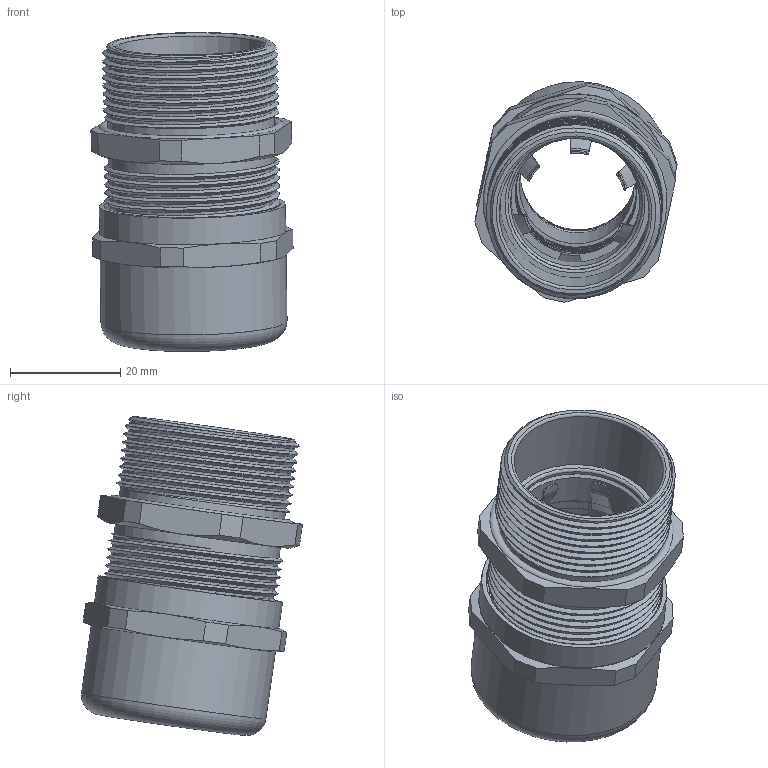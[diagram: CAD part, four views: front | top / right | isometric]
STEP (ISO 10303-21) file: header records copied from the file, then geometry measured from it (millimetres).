
FILE_DESCRIPTION(/* description */ ('Euro-Top-EMV 3/M M32x1,5'),/* implementation_level */ '2;1');
FILE_NAME(/* name */ '61484532-RST.stp',/* time_stamp */ '2020-02-04T08:33:34+01:00',/* author */ ('sl'),/* organization */ (''),/* preprocessor_version */ 'ST-DEVELOPER v16.5',/* originating_system */ 'Autodesk Inventor 2017',/* authorisation */ '');
FILE_SCHEMA (('AUTOMOTIVE_DESIGN { 1 0 10303 214 3 1 1 }'));
Length unit declared in the file: millimetre
Products named in the file (8): 61084532; 61084532_1; 61084532_2; 61084532_3; 61084532_4; 61084532_5; 61484532; 61084532_6
Assembly tree (7 placements, depth 2):
  61084532
    61084532_1
    61084532_2
    61084532_3
    61084532_4
    61084532_5
    61484532
    61084532_6
Bounding box: 36.65 x 40.07 x 57.86 mm (x, y, z)
Volume: 16777.5 mm3; surface area: 26105.6 mm2
Topology: 7 solids, 7 shells, 454 faces, 1262 edges, 831 vertices
Faces by surface type: plane 175, cylinder 129, torus 72, cone 67, bspline 7, sphere 4
Full cylindrical faces by diameter (mm): 20.84 x1, 21.35 x1, 21.842 x1, 21.9 x3, 22.1 x4, 23.44 x1, 24.4 x1, 25.1 x1, 25.2 x1, 25.34 x1, 25.64 x1, 26.44 x1, 26.7 x1, 26.8 x1, 27 x1, 27.1 x1, 27.2 x3, 28.2 x1, 29.14 x1, 30.228 x5, 30.268 x9, 32.162 x11, 33.312 x1, 33.78 x2
Entity records: 19504 total; most frequent: CARTESIAN_POINT 8787, ORIENTED_EDGE 2246, DIRECTION 2175, EDGE_CURVE 1123, AXIS2_PLACEMENT_3D 882, VERTEX_POINT 771, EDGE_LOOP 508, FACE_OUTER_BOUND 430
